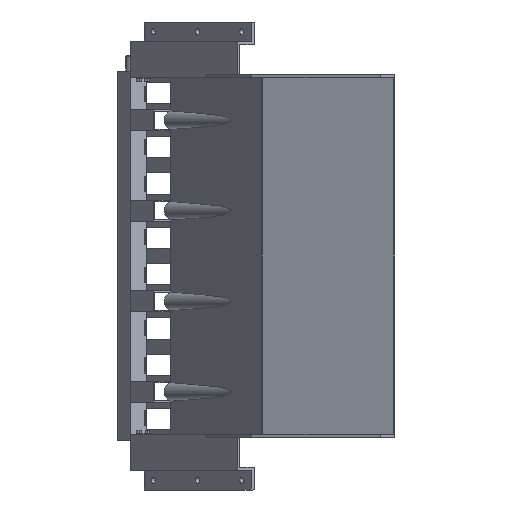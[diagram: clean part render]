
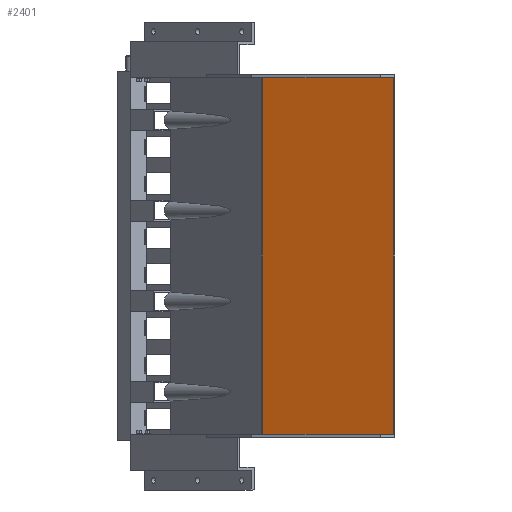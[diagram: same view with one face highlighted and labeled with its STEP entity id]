
A CAD part, left-side view. The second image highlights one B-rep face of the part: STEP entity #2401.
In plain terms, the highlighted face is planar.
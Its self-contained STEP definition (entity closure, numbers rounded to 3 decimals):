
#2362=CARTESIAN_POINT('',(-300.356,-25.839,240.));
#2363=DIRECTION('',(0.896,0.445,0.));
#2364=DIRECTION('',(-0.445,0.896,0.));
#2365=AXIS2_PLACEMENT_3D('',#2362,#2364,#2363);
#2366=PLANE('',#2365);
#2367=CARTESIAN_POINT('',(-214.255,16.916,4.));
#2368=VERTEX_POINT('',#2367);
#2369=CARTESIAN_POINT('',(-386.457,-68.593,4.));
#2370=VERTEX_POINT('',#2369);
#2371=CARTESIAN_POINT('',(-214.255,16.916,4.));
#2372=DIRECTION('',(-0.896,-0.445,0.));
#2373=VECTOR('',#2372,192.263);
#2374=LINE('',#2371,#2373);
#2375=EDGE_CURVE('',#2368,#2370,#2374,.T.);
#2376=ORIENTED_EDGE('E21',*,*,#2375,.T.);
#2377=CARTESIAN_POINT('',(-386.457,-68.593,476.));
#2378=VERTEX_POINT('',#2377);
#2379=CARTESIAN_POINT('',(-386.457,-68.593,4.));
#2380=DIRECTION('',(0.,0.,1.));
#2381=VECTOR('',#2380,472.);
#2382=LINE('',#2379,#2381);
#2383=EDGE_CURVE('',#2370,#2378,#2382,.T.);
#2384=ORIENTED_EDGE('E22',*,*,#2383,.T.);
#2385=CARTESIAN_POINT('',(-214.255,16.916,476.));
#2386=VERTEX_POINT('',#2385);
#2387=CARTESIAN_POINT('',(-386.457,-68.593,476.));
#2388=DIRECTION('',(0.896,0.445,0.));
#2389=VECTOR('',#2388,192.263);
#2390=LINE('',#2387,#2389);
#2391=EDGE_CURVE('',#2378,#2386,#2390,.T.);
#2392=ORIENTED_EDGE('E23',*,*,#2391,.T.);
#2393=CARTESIAN_POINT('',(-214.255,16.916,476.));
#2394=DIRECTION('',(0.,0.,-1.));
#2395=VECTOR('',#2394,472.);
#2396=LINE('',#2393,#2395);
#2397=EDGE_CURVE('',#2386,#2368,#2396,.T.);
#2398=ORIENTED_EDGE('E24',*,*,#2397,.T.);
#2399=EDGE_LOOP('',(#2376,#2384,#2392,#2398));
#2400=FACE_OUTER_BOUND('',#2399,.T.);
#2401=ADVANCED_FACE('F5',(#2400),#2366,.T.);
